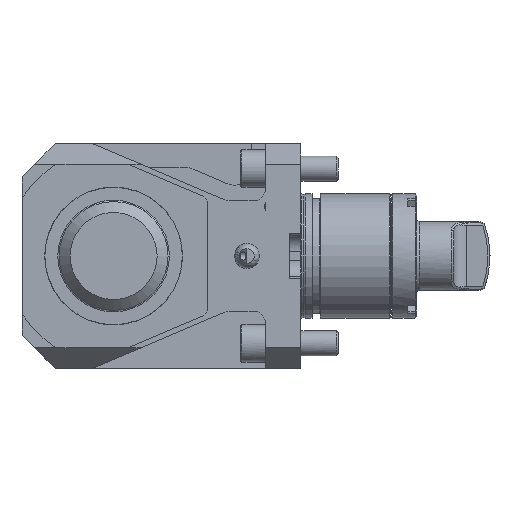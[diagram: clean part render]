
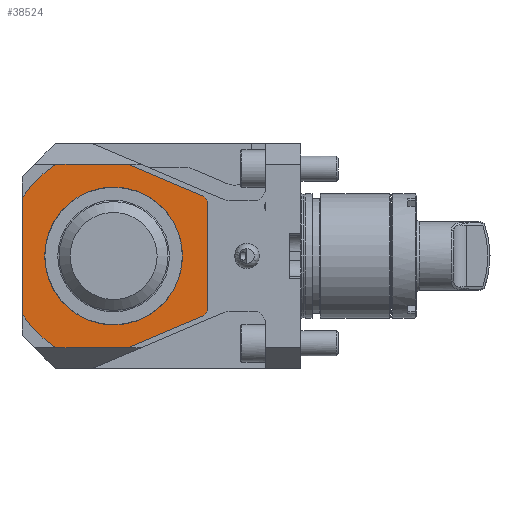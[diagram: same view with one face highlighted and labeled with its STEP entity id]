
A CAD part, left-side view. The second image highlights one B-rep face of the part: STEP entity #38524.
In plain terms, the highlighted planar face has unit normal (-1, 0, 0).
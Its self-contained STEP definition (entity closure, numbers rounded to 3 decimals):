
#264 = CARTESIAN_POINT ( 'NONE',  ( -77., 177., -34. ) ) ;
#277 = CIRCLE ( 'NONE', #29237, 52. ) ;
#952 = CIRCLE ( 'NONE', #20748, 52. ) ;
#1630 = VECTOR ( 'NONE', #27087, 1000. ) ;
#3907 = VECTOR ( 'NONE', #24815, 1000. ) ;
#4834 = DIRECTION ( 'NONE',  ( 0., -1., 0. ) ) ;
#5843 = CARTESIAN_POINT ( 'NONE',  ( -77., 133., 33.1 ) ) ;
#5861 = LINE ( 'NONE', #15360, #3907 ) ;
#5942 = EDGE_CURVE ( 'NONE', #10347, #10183, #277, .T. ) ;
#6177 = CIRCLE ( 'NONE', #37168, 52. ) ;
#6199 = ORIENTED_EDGE ( 'NONE', *, *, #20909, .F. ) ;
#6390 = CARTESIAN_POINT ( 'NONE',  ( -77., 177., 27.713 ) ) ;
#7210 = CARTESIAN_POINT ( 'NONE',  ( -77., 88., 26.058 ) ) ;
#7434 = CARTESIAN_POINT ( 'NONE',  ( -77., 125.8, 44. ) ) ;
#8220 = DIRECTION ( 'NONE',  ( 1., 0., 0. ) ) ;
#8378 = VERTEX_POINT ( 'NONE', #13111 ) ;
#8587 = DIRECTION ( 'NONE',  ( 0., 0., 1. ) ) ;
#8817 = CARTESIAN_POINT ( 'NONE',  ( -77., 185., 0. ) ) ;
#9016 = LINE ( 'NONE', #33968, #16110 ) ;
#9549 = ORIENTED_EDGE ( 'NONE', *, *, #28943, .F. ) ;
#9873 = LINE ( 'NONE', #19366, #29147 ) ;
#10183 = VERTEX_POINT ( 'NONE', #36452 ) ;
#10347 = VERTEX_POINT ( 'NONE', #6390 ) ;
#10555 = LINE ( 'NONE', #7434, #28923 ) ;
#11261 = ORIENTED_EDGE ( 'NONE', *, *, #28469, .F. ) ;
#11554 = EDGE_CURVE ( 'NONE', #8378, #28463, #6177, .T. ) ;
#11602 = ORIENTED_EDGE ( 'NONE', *, *, #34970, .F. ) ;
#11774 = CARTESIAN_POINT ( 'NONE',  ( -77., 177., -27.713 ) ) ;
#12416 = DIRECTION ( 'NONE',  ( 0., -1., 0. ) ) ;
#12510 = VERTEX_POINT ( 'NONE', #28071 ) ;
#13099 = ORIENTED_EDGE ( 'NONE', *, *, #35591, .T. ) ;
#13111 = CARTESIAN_POINT ( 'NONE',  ( -77., 88., -26.058 ) ) ;
#13652 = VECTOR ( 'NONE', #19286, 1000. ) ;
#14454 = EDGE_CURVE ( 'NONE', #26844, #8378, #9873, .T. ) ;
#14750 = ORIENTED_EDGE ( 'NONE', *, *, #14454, .F. ) ;
#14892 = ORIENTED_EDGE ( 'NONE', *, *, #37222, .F. ) ;
#14990 = CARTESIAN_POINT ( 'NONE',  ( -77., 133., 0. ) ) ;
#15360 = CARTESIAN_POINT ( 'NONE',  ( -77., 125.8, -44. ) ) ;
#15500 = CARTESIAN_POINT ( 'NONE',  ( -77., 133., 0. ) ) ;
#15742 = CARTESIAN_POINT ( 'NONE',  ( -77., 125.8, -44. ) ) ;
#16110 = VECTOR ( 'NONE', #18336, 1000. ) ;
#16195 = CIRCLE ( 'NONE', #21429, 33.1 ) ;
#16825 = EDGE_LOOP ( 'NONE', ( #14892, #30812, #9549, #6199, #35798, #14750, #24552, #11261, #11602, #17137 ) ) ;
#17137 = ORIENTED_EDGE ( 'NONE', *, *, #5942, .F. ) ;
#18336 = DIRECTION ( 'NONE',  ( 0., 0.921, -0.391 ) ) ;
#18977 = DIRECTION ( 'NONE',  ( 0., 0., -1. ) ) ;
#18986 = EDGE_CURVE ( 'NONE', #30586, #29538, #952, .T. ) ;
#19157 = CARTESIAN_POINT ( 'NONE',  ( -77., 125.8, 44. ) ) ;
#19286 = DIRECTION ( 'NONE',  ( 0., 0., 1. ) ) ;
#19366 = CARTESIAN_POINT ( 'NONE',  ( -77., 88., 27.955 ) ) ;
#20748 = AXIS2_PLACEMENT_3D ( 'NONE', #21464, #29969, #4834 ) ;
#20805 = DIRECTION ( 'NONE',  ( 0., -1., 0. ) ) ;
#20909 = EDGE_CURVE ( 'NONE', #28463, #24452, #9016, .T. ) ;
#21429 = AXIS2_PLACEMENT_3D ( 'NONE', #14990, #36890, #8587 ) ;
#21464 = CARTESIAN_POINT ( 'NONE',  ( -77., 133., 0. ) ) ;
#21530 = VERTEX_POINT ( 'NONE', #5843 ) ;
#21656 = AXIS2_PLACEMENT_3D ( 'NONE', #25739, #38423, #35059 ) ;
#21804 = DIRECTION ( 'NONE',  ( 1., 0., 0. ) ) ;
#22114 = CARTESIAN_POINT ( 'NONE',  ( -77., 160.713, -44. ) ) ;
#24452 = VERTEX_POINT ( 'NONE', #15742 ) ;
#24461 = PLANE ( 'NONE',  #28077 ) ;
#24552 = ORIENTED_EDGE ( 'NONE', *, *, #33209, .F. ) ;
#24815 = DIRECTION ( 'NONE',  ( 0., 1., 0. ) ) ;
#25739 = CARTESIAN_POINT ( 'NONE',  ( -77., 133., 0. ) ) ;
#25776 = CARTESIAN_POINT ( 'NONE',  ( -77., 89.591, -28.63 ) ) ;
#26216 = VERTEX_POINT ( 'NONE', #19157 ) ;
#26257 = EDGE_LOOP ( 'NONE', ( #13099 ) ) ;
#26844 = VERTEX_POINT ( 'NONE', #7210 ) ;
#27087 = DIRECTION ( 'NONE',  ( 0., -1., 0. ) ) ;
#27546 = FACE_OUTER_BOUND ( 'NONE', #16825, .T. ) ;
#28031 = DIRECTION ( 'NONE',  ( 1., 0., 0. ) ) ;
#28071 = CARTESIAN_POINT ( 'NONE',  ( -77., 89.591, 28.63 ) ) ;
#28077 = AXIS2_PLACEMENT_3D ( 'NONE', #8817, #21804, #33969 ) ;
#28463 = VERTEX_POINT ( 'NONE', #25776 ) ;
#28469 = EDGE_CURVE ( 'NONE', #26216, #12510, #10555, .T. ) ;
#28923 = VECTOR ( 'NONE', #35499, 1000. ) ;
#28943 = EDGE_CURVE ( 'NONE', #24452, #30586, #5861, .T. ) ;
#29147 = VECTOR ( 'NONE', #18977, 1000. ) ;
#29237 = AXIS2_PLACEMENT_3D ( 'NONE', #36495, #8220, #20805 ) ;
#29538 = VERTEX_POINT ( 'NONE', #11774 ) ;
#29969 = DIRECTION ( 'NONE',  ( 1., 0., 0. ) ) ;
#30586 = VERTEX_POINT ( 'NONE', #22114 ) ;
#30784 = LINE ( 'NONE', #37263, #1630 ) ;
#30812 = ORIENTED_EDGE ( 'NONE', *, *, #18986, .F. ) ;
#33209 = EDGE_CURVE ( 'NONE', #12510, #26844, #38854, .T. ) ;
#33968 = CARTESIAN_POINT ( 'NONE',  ( -77., 88., -27.955 ) ) ;
#33969 = DIRECTION ( 'NONE',  ( 0., -1., 0. ) ) ;
#34970 = EDGE_CURVE ( 'NONE', #10183, #26216, #30784, .T. ) ;
#35059 = DIRECTION ( 'NONE',  ( 0., -1., 0. ) ) ;
#35156 = LINE ( 'NONE', #264, #13652 ) ;
#35499 = DIRECTION ( 'NONE',  ( 0., -0.921, -0.391 ) ) ;
#35591 = EDGE_CURVE ( 'NONE', #21530, #21530, #16195, .T. ) ;
#35798 = ORIENTED_EDGE ( 'NONE', *, *, #11554, .F. ) ;
#36452 = CARTESIAN_POINT ( 'NONE',  ( -77., 160.713, 44. ) ) ;
#36495 = CARTESIAN_POINT ( 'NONE',  ( -77., 133., 0. ) ) ;
#36890 = DIRECTION ( 'NONE',  ( 1., 0., 0. ) ) ;
#37168 = AXIS2_PLACEMENT_3D ( 'NONE', #15500, #28031, #12416 ) ;
#37222 = EDGE_CURVE ( 'NONE', #29538, #10347, #35156, .T. ) ;
#37263 = CARTESIAN_POINT ( 'NONE',  ( -77., 167., 44. ) ) ;
#38423 = DIRECTION ( 'NONE',  ( 1., 0., 0. ) ) ;
#38524 = ADVANCED_FACE ( 'Defeature completata1_526', ( #27546, #40256 ), #24461, .F. ) ;
#38854 = CIRCLE ( 'NONE', #21656, 52. ) ;
#40256 = FACE_BOUND ( 'NONE', #26257, .T. ) ;
